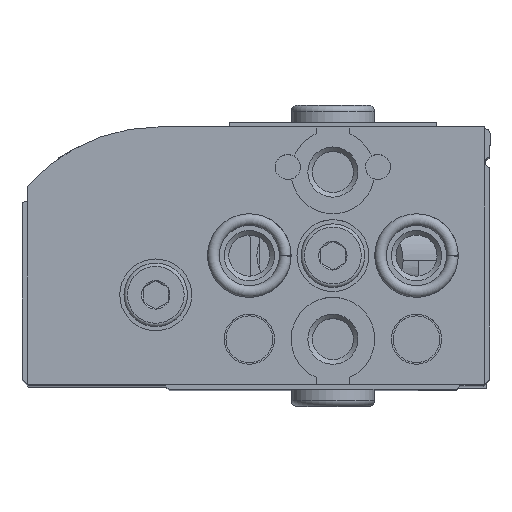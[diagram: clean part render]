
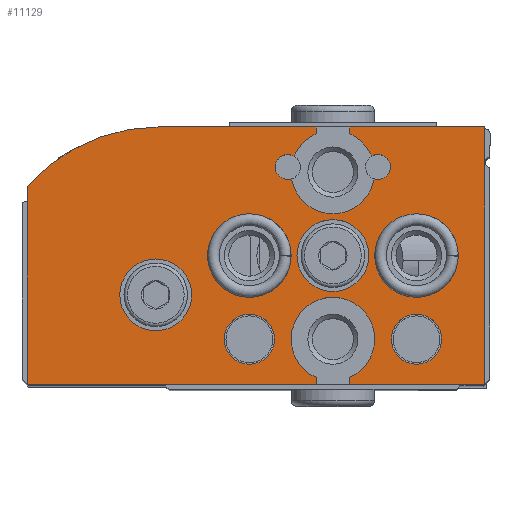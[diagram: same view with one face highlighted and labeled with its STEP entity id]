
A CAD part, top view. The second image highlights one B-rep face of the part: STEP entity #11129.
In plain terms, the highlighted face is planar.
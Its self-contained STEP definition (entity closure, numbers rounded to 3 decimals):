
#374=PLANE('',#12484);
#1128=LINE('',#19050,#2010);
#1129=LINE('',#19053,#2011);
#1130=LINE('',#19055,#2012);
#1131=LINE('',#19057,#2013);
#1132=LINE('',#19059,#2014);
#1133=LINE('',#19071,#2015);
#1134=LINE('',#19073,#2016);
#1135=LINE('',#19077,#2017);
#1136=LINE('',#19079,#2018);
#1137=LINE('',#19081,#2019);
#2010=VECTOR('',#15188,1000.);
#2011=VECTOR('',#15189,1000.);
#2012=VECTOR('',#15190,1000.);
#2013=VECTOR('',#15191,1000.);
#2014=VECTOR('',#15192,1000.);
#2015=VECTOR('',#15203,1000.);
#2016=VECTOR('',#15204,1000.);
#2017=VECTOR('',#15207,1000.);
#2018=VECTOR('',#15208,1000.);
#2019=VECTOR('',#15209,1000.);
#2890=CIRCLE('',#12485,2.15);
#2891=CIRCLE('',#12486,1.5);
#2892=CIRCLE('',#12487,1.5);
#2893=CIRCLE('',#12488,2.5);
#2894=CIRCLE('',#12489,2.15);
#2895=CIRCLE('',#12490,2.5);
#2896=CIRCLE('',#12491,2.5);
#2897=CIRCLE('',#12492,0.75);
#2898=CIRCLE('',#12493,2.5);
#2899=CIRCLE('',#12494,0.75);
#2900=CIRCLE('',#12495,2.5);
#2901=CIRCLE('',#12496,10.5);
#2902=CIRCLE('',#12497,2.5);
#5351=ORIENTED_EDGE('',*,*,#7351,.T.);
#5352=ORIENTED_EDGE('',*,*,#7352,.T.);
#5353=ORIENTED_EDGE('',*,*,#7353,.T.);
#5354=ORIENTED_EDGE('',*,*,#7354,.T.);
#5355=ORIENTED_EDGE('',*,*,#7355,.T.);
#5356=ORIENTED_EDGE('',*,*,#7356,.T.);
#5357=ORIENTED_EDGE('',*,*,#7357,.T.);
#5358=ORIENTED_EDGE('',*,*,#7358,.F.);
#5359=ORIENTED_EDGE('',*,*,#7359,.F.);
#5360=ORIENTED_EDGE('',*,*,#7360,.F.);
#5361=ORIENTED_EDGE('',*,*,#7361,.T.);
#5362=ORIENTED_EDGE('',*,*,#7362,.T.);
#5363=ORIENTED_EDGE('',*,*,#7363,.T.);
#5364=ORIENTED_EDGE('',*,*,#7364,.T.);
#5365=ORIENTED_EDGE('',*,*,#7365,.T.);
#5366=ORIENTED_EDGE('',*,*,#7366,.T.);
#5367=ORIENTED_EDGE('',*,*,#7367,.T.);
#5368=ORIENTED_EDGE('',*,*,#7368,.F.);
#5369=ORIENTED_EDGE('',*,*,#7369,.F.);
#5370=ORIENTED_EDGE('',*,*,#7370,.F.);
#5371=ORIENTED_EDGE('',*,*,#7371,.F.);
#5372=ORIENTED_EDGE('',*,*,#7372,.T.);
#5373=ORIENTED_EDGE('',*,*,#7373,.T.);
#7351=EDGE_CURVE('',#8559,#8559,#2890,.T.);
#7352=EDGE_CURVE('',#8560,#8560,#2891,.T.);
#7353=EDGE_CURVE('',#8561,#8561,#2892,.T.);
#7354=EDGE_CURVE('',#8562,#8562,#2893,.T.);
#7355=EDGE_CURVE('',#8563,#8563,#2894,.T.);
#7356=EDGE_CURVE('',#8564,#8564,#2895,.T.);
#7357=EDGE_CURVE('',#8565,#8566,#1128,.T.);
#7358=EDGE_CURVE('',#8567,#8566,#1129,.T.);
#7359=EDGE_CURVE('',#8568,#8567,#1130,.T.);
#7360=EDGE_CURVE('',#8569,#8568,#1131,.T.);
#7361=EDGE_CURVE('',#8569,#8570,#1132,.T.);
#7362=EDGE_CURVE('',#8570,#8571,#2896,.T.);
#7363=EDGE_CURVE('',#8571,#8572,#2897,.T.);
#7364=EDGE_CURVE('',#8572,#8573,#2898,.T.);
#7365=EDGE_CURVE('',#8573,#8574,#2899,.T.);
#7366=EDGE_CURVE('',#8574,#8575,#2900,.T.);
#7367=EDGE_CURVE('',#8575,#8576,#1133,.T.);
#7368=EDGE_CURVE('',#8577,#8576,#1134,.T.);
#7369=EDGE_CURVE('',#8578,#8577,#2901,.T.);
#7370=EDGE_CURVE('',#8579,#8578,#1135,.T.);
#7371=EDGE_CURVE('',#8580,#8579,#1136,.T.);
#7372=EDGE_CURVE('',#8580,#8581,#1137,.T.);
#7373=EDGE_CURVE('',#8581,#8565,#2902,.T.);
#8559=VERTEX_POINT('',#19039);
#8560=VERTEX_POINT('',#19041);
#8561=VERTEX_POINT('',#19043);
#8562=VERTEX_POINT('',#19045);
#8563=VERTEX_POINT('',#19047);
#8564=VERTEX_POINT('',#19049);
#8565=VERTEX_POINT('',#19051);
#8566=VERTEX_POINT('',#19052);
#8567=VERTEX_POINT('',#19054);
#8568=VERTEX_POINT('',#19056);
#8569=VERTEX_POINT('',#19058);
#8570=VERTEX_POINT('',#19060);
#8571=VERTEX_POINT('',#19062);
#8572=VERTEX_POINT('',#19064);
#8573=VERTEX_POINT('',#19066);
#8574=VERTEX_POINT('',#19068);
#8575=VERTEX_POINT('',#19070);
#8576=VERTEX_POINT('',#19072);
#8577=VERTEX_POINT('',#19074);
#8578=VERTEX_POINT('',#19076);
#8579=VERTEX_POINT('',#19078);
#8580=VERTEX_POINT('',#19080);
#8581=VERTEX_POINT('',#19082);
#9549=EDGE_LOOP('',(#5351));
#9550=EDGE_LOOP('',(#5352));
#9551=EDGE_LOOP('',(#5353));
#9552=EDGE_LOOP('',(#5354));
#9553=EDGE_LOOP('',(#5355));
#9554=EDGE_LOOP('',(#5356));
#9555=EDGE_LOOP('',(#5357,#5358,#5359,#5360,#5361,#5362,#5363,#5364,#5365,
#5366,#5367,#5368,#5369,#5370,#5371,#5372,#5373));
#10391=FACE_BOUND('',#9549,.T.);
#10392=FACE_BOUND('',#9550,.T.);
#10393=FACE_BOUND('',#9551,.T.);
#10394=FACE_BOUND('',#9552,.T.);
#10395=FACE_BOUND('',#9553,.T.);
#10396=FACE_BOUND('',#9554,.T.);
#10397=FACE_BOUND('',#9555,.T.);
#11129=ADVANCED_FACE('',(#10391,#10392,#10393,#10394,#10395,#10396,#10397),
#374,.F.);
#12484=AXIS2_PLACEMENT_3D('',#19037,#15174,#15175);
#12485=AXIS2_PLACEMENT_3D('',#19038,#15176,#15177);
#12486=AXIS2_PLACEMENT_3D('',#19040,#15178,#15179);
#12487=AXIS2_PLACEMENT_3D('',#19042,#15180,#15181);
#12488=AXIS2_PLACEMENT_3D('',#19044,#15182,#15183);
#12489=AXIS2_PLACEMENT_3D('',#19046,#15184,#15185);
#12490=AXIS2_PLACEMENT_3D('',#19048,#15186,#15187);
#12491=AXIS2_PLACEMENT_3D('',#19061,#15193,#15194);
#12492=AXIS2_PLACEMENT_3D('',#19063,#15195,#15196);
#12493=AXIS2_PLACEMENT_3D('',#19065,#15197,#15198);
#12494=AXIS2_PLACEMENT_3D('',#19067,#15199,#15200);
#12495=AXIS2_PLACEMENT_3D('',#19069,#15201,#15202);
#12496=AXIS2_PLACEMENT_3D('',#19075,#15205,#15206);
#12497=AXIS2_PLACEMENT_3D('',#19083,#15210,#15211);
#15174=DIRECTION('',(0.,0.,1.));
#15175=DIRECTION('',(1.,0.,0.));
#15176=DIRECTION('',(0.,0.,1.));
#15177=DIRECTION('',(1.,0.,0.));
#15178=DIRECTION('',(0.,0.,1.));
#15179=DIRECTION('',(1.,0.,0.));
#15180=DIRECTION('',(0.,0.,1.));
#15181=DIRECTION('',(1.,0.,0.));
#15182=DIRECTION('',(0.,0.,1.));
#15183=DIRECTION('',(1.,0.,0.));
#15184=DIRECTION('',(0.,0.,1.));
#15185=DIRECTION('',(1.,0.,0.));
#15186=DIRECTION('',(0.,0.,1.));
#15187=DIRECTION('',(1.,0.,0.));
#15188=DIRECTION('',(0.,-1.,0.));
#15189=DIRECTION('',(1.,0.,0.));
#15190=DIRECTION('',(0.,-1.,0.));
#15191=DIRECTION('',(-1.,0.,0.));
#15192=DIRECTION('',(0.,-1.,0.));
#15193=DIRECTION('',(0.,0.,1.));
#15194=DIRECTION('',(1.,0.,0.));
#15195=DIRECTION('',(0.,0.,1.));
#15196=DIRECTION('',(1.,0.,0.));
#15197=DIRECTION('',(0.,0.,1.));
#15198=DIRECTION('',(1.,0.,0.));
#15199=DIRECTION('',(0.,0.,1.));
#15200=DIRECTION('',(1.,0.,0.));
#15201=DIRECTION('',(0.,0.,1.));
#15202=DIRECTION('',(1.,0.,0.));
#15203=DIRECTION('',(0.,1.,0.));
#15204=DIRECTION('',(-1.,0.,0.));
#15205=DIRECTION('',(0.,0.,1.));
#15206=DIRECTION('',(1.,0.,0.));
#15207=DIRECTION('',(0.,1.,0.));
#15208=DIRECTION('',(1.,0.,0.));
#15209=DIRECTION('',(0.,1.,0.));
#15210=DIRECTION('',(0.,0.,1.));
#15211=DIRECTION('',(1.,0.,0.));
#19037=CARTESIAN_POINT('',(19.5,4.9,0.));
#19038=CARTESIAN_POINT('',(19.7,5.35,0.));
#19039=CARTESIAN_POINT('',(21.85,5.35,0.));
#19040=CARTESIAN_POINT('',(14.1,2.7,0.));
#19041=CARTESIAN_POINT('',(15.6,2.7,0.));
#19042=CARTESIAN_POINT('',(4.1,2.7,0.));
#19043=CARTESIAN_POINT('',(5.6,2.7,0.));
#19044=CARTESIAN_POINT('',(14.1,7.7,0.));
#19045=CARTESIAN_POINT('',(16.6,7.7,0.));
#19046=CARTESIAN_POINT('',(9.1,7.7,0.));
#19047=CARTESIAN_POINT('',(11.25,7.7,0.));
#19048=CARTESIAN_POINT('',(4.1,7.7,0.));
#19049=CARTESIAN_POINT('',(6.6,7.7,0.));
#19050=CARTESIAN_POINT('',(8.1,3.,0.));
#19051=CARTESIAN_POINT('',(8.1,0.409,0.));
#19052=CARTESIAN_POINT('',(8.1,0.,0.));
#19053=CARTESIAN_POINT('',(0.,0.,0.));
#19054=CARTESIAN_POINT('',(0.,0.,0.));
#19055=CARTESIAN_POINT('',(0.,15.4,0.));
#19056=CARTESIAN_POINT('',(0.,15.4,0.));
#19057=CARTESIAN_POINT('',(19.5,15.4,0.));
#19058=CARTESIAN_POINT('',(8.1,15.4,0.));
#19059=CARTESIAN_POINT('',(8.1,15.4,0.));
#19060=CARTESIAN_POINT('',(8.1,14.991,0.));
#19061=CARTESIAN_POINT('',(9.1,12.7,0.));
#19062=CARTESIAN_POINT('',(6.785,13.644,0.));
#19063=CARTESIAN_POINT('',(6.4,13.,0.));
#19064=CARTESIAN_POINT('',(6.634,12.288,0.));
#19065=CARTESIAN_POINT('',(9.1,12.7,0.));
#19066=CARTESIAN_POINT('',(11.566,12.288,0.));
#19067=CARTESIAN_POINT('',(11.8,13.,0.));
#19068=CARTESIAN_POINT('',(11.415,13.644,0.));
#19069=CARTESIAN_POINT('',(9.1,12.7,0.));
#19070=CARTESIAN_POINT('',(10.1,14.991,0.));
#19071=CARTESIAN_POINT('',(10.1,12.4,0.));
#19072=CARTESIAN_POINT('',(10.1,15.4,0.));
#19073=CARTESIAN_POINT('',(19.5,15.4,0.));
#19074=CARTESIAN_POINT('',(19.5,15.4,0.));
#19075=CARTESIAN_POINT('',(19.5,4.9,0.));
#19076=CARTESIAN_POINT('',(27.4,11.817,0.));
#19077=CARTESIAN_POINT('',(27.4,0.,0.));
#19078=CARTESIAN_POINT('',(27.4,0.,0.));
#19079=CARTESIAN_POINT('',(0.,0.,0.));
#19080=CARTESIAN_POINT('',(10.1,0.,0.));
#19081=CARTESIAN_POINT('',(10.1,0.,0.));
#19082=CARTESIAN_POINT('',(10.1,0.409,0.));
#19083=CARTESIAN_POINT('',(9.1,2.7,0.));
